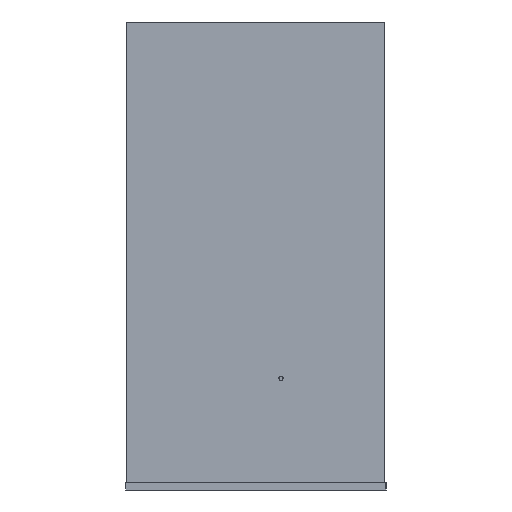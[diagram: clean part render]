
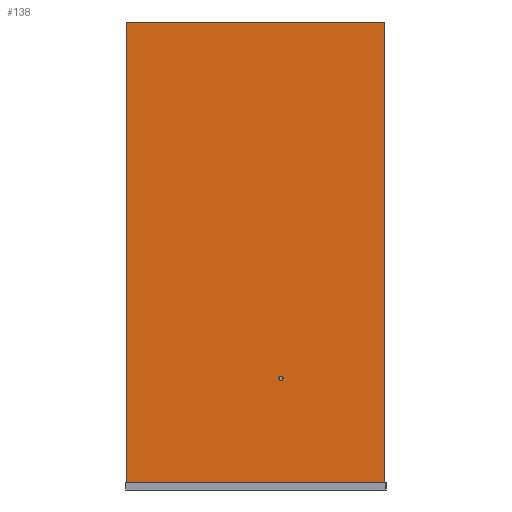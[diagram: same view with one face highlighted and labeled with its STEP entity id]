
A CAD part, left-side view. The second image highlights one B-rep face of the part: STEP entity #138.
In plain terms, the highlighted planar face has unit normal (-1, 0, 0).
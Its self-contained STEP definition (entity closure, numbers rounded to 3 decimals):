
#138=ADVANCED_FACE('',(#285,#286),#287,.T.);
#285=FACE_BOUND('',#444,.T.);
#286=FACE_OUTER_BOUND('',#445,.T.);
#287=PLANE('',#446);
#444=EDGE_LOOP('',(#714));
#445=EDGE_LOOP('',(#715,#716,#717,#718));
#446=AXIS2_PLACEMENT_3D('',#719,#720,#721);
#714=ORIENTED_EDGE('',*,*,#883,.T.);
#715=ORIENTED_EDGE('',*,*,#892,.F.);
#716=ORIENTED_EDGE('',*,*,#893,.F.);
#717=ORIENTED_EDGE('',*,*,#894,.F.);
#718=ORIENTED_EDGE('',*,*,#889,.F.);
#719=CARTESIAN_POINT('',(680.0,18.5,457.5));
#720=DIRECTION('',(-1.0,0.0,0.0));
#721=DIRECTION('',(0.0,0.0,-1.0));
#883=EDGE_CURVE('',#1039,#1039,#1040,.T.);
#889=EDGE_CURVE('',#1048,#1050,#1051,.T.);
#892=EDGE_CURVE('',#1054,#1048,#1055,.T.);
#893=EDGE_CURVE('',#1056,#1054,#1057,.T.);
#894=EDGE_CURVE('',#1050,#1056,#1058,.T.);
#1039=VERTEX_POINT('',#1261);
#1040=CIRCLE('',#1262,4.0);
#1048=VERTEX_POINT('',#1271);
#1050=VERTEX_POINT('',#1274);
#1051=LINE('',#1275,#1276);
#1054=VERTEX_POINT('',#1280);
#1055=LINE('',#1281,#1282);
#1056=VERTEX_POINT('',#1283);
#1057=LINE('',#1284,#1285);
#1058=LINE('',#1286,#1287);
#1261=CARTESIAN_POINT('',(680.0,-30.5,219.0));
#1262=AXIS2_PLACEMENT_3D('',#1402,#1403,#1404);
#1271=CARTESIAN_POINT('',(680.0,-230.49,15.0));
#1274=CARTESIAN_POINT('',(680.0,267.5,15.0));
#1275=CARTESIAN_POINT('',(680.0,18.5,15.0));
#1276=VECTOR('',#1410,1.0);
#1280=CARTESIAN_POINT('',(680.0,-230.49,900.0));
#1281=CARTESIAN_POINT('',(680.0,-230.49,457.5));
#1282=VECTOR('',#1412,1.0);
#1283=CARTESIAN_POINT('',(680.0,267.5,900.0));
#1284=CARTESIAN_POINT('',(680.0,18.5,900.0));
#1285=VECTOR('',#1413,1.0);
#1286=CARTESIAN_POINT('',(680.0,267.5,457.5));
#1287=VECTOR('',#1414,1.0);
#1402=CARTESIAN_POINT('',(680.0,-30.5,215.0));
#1403=DIRECTION('',(1.0,0.0,-0.0));
#1404=DIRECTION('',(0.0,0.0,1.0));
#1410=DIRECTION('',(0.0,1.0,0.0));
#1412=DIRECTION('',(0.0,0.0,-1.0));
#1413=DIRECTION('',(0.0,-1.0,0.0));
#1414=DIRECTION('',(0.0,0.0,1.0));
